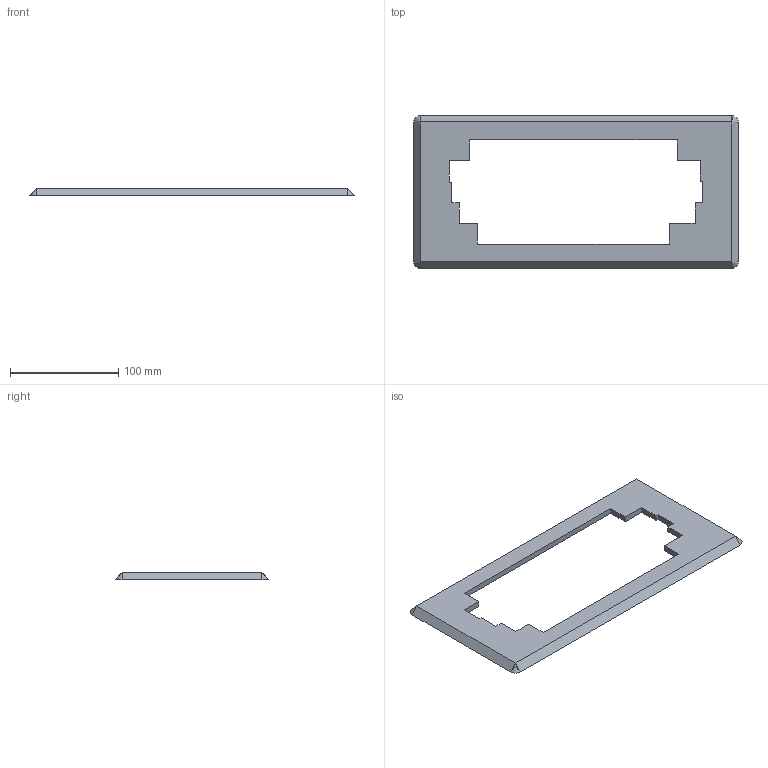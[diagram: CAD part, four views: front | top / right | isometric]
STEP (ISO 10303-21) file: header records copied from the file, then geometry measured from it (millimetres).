
FILE_DESCRIPTION(('HOOPS Exchange Step'),'2;1');
FILE_NAME('temp_export','2025-02-25T00:06:22-03:00',('gusta'),('Shapr3D Limited'),'HOOPS Exchange 2024.8','Shapr3D','Authorized');
FILE_SCHEMA( ('AP242_MANAGED_MODEL_BASED_3D_ENGINEERING_MIM_LF {1 0 10303 442 1 1 4}') );
Length unit declared in the file: millimetre
Products named in the file (1): root
Bounding box: 299.39 x 141.27 x 7 mm (x, y, z)
Volume: 125026.4 mm3; surface area: 52762.4 mm2
Topology: 1 solids, 1 shells, 162 faces, 447 edges, 294 vertices
Faces by surface type: plane 107, cylinder 51, cone 4
Full cylindrical faces by diameter (mm): 2.5 x10
Entity records: 5161 total; most frequent: CARTESIAN_POINT 901, ORIENTED_EDGE 886, DIRECTION 877, EDGE_CURVE 443, VECTOR 337, LINE 337, VERTEX_POINT 294, AXIS2_PLACEMENT_3D 270
